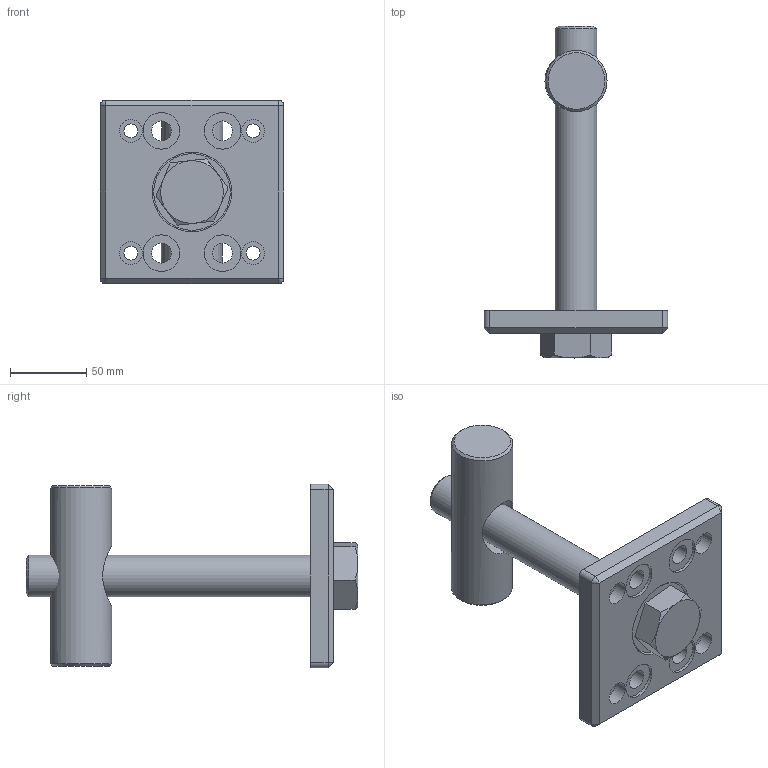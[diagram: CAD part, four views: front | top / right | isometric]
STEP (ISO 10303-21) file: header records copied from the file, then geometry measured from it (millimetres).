
FILE_DESCRIPTION(/* description */ ('Scheibe DIN 125 für M27 ZN'),/* implementation_level */ '2;1');
FILE_NAME(/* name */ 'SV6011V_A.stp',/* time_stamp */ '2015-11-27T10:59:04+01:00',/* author */ ('Marina Kaa'),/* organization */ (''),/* preprocessor_version */ 'ST-DEVELOPER v15.6',/* originating_system */ 'Autodesk Inventor 2015',/* authorisation */ '');
FILE_SCHEMA (('AUTOMOTIVE_DESIGN { 1 0 10303 214 3 1 1 }'));
Length unit declared in the file: millimetre
Products named in the file (5): DK0125270000; DK0931272000; ME1706010; ME2206010; SV6011V_A
Bounding box: 120 x 217 x 120 mm (x, y, z)
Volume: 451632.5 mm3; surface area: 83237.9 mm2
Topology: 4 solids, 4 shells, 75 faces, 152 edges, 92 vertices
Faces by surface type: plane 33, cylinder 28, cone 14
Full cylindrical faces by diameter (mm): 9 x4, 13 x4, 15 x4, 23.752 x1, 24 x4, 27 x1, 28 x2, 38 x1, 40 x1, 50 x1, 52 x1
Entity records: 2032 total; most frequent: CARTESIAN_POINT 426, DIRECTION 336, ORIENTED_EDGE 238, AXIS2_PLACEMENT_3D 148, EDGE_LOOP 136, EDGE_CURVE 119, VERTEX_POINT 91, FACE_OUTER_BOUND 75
